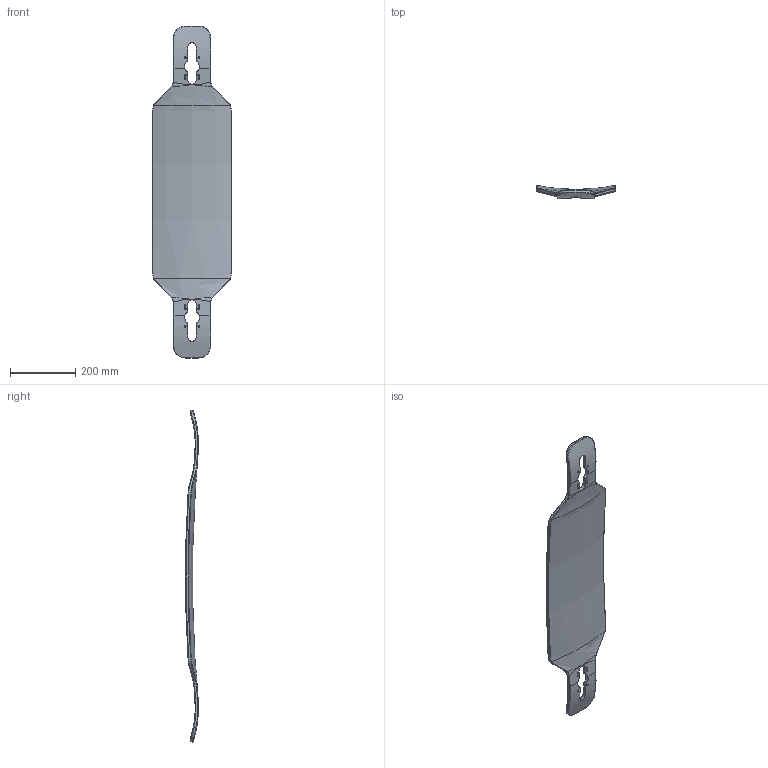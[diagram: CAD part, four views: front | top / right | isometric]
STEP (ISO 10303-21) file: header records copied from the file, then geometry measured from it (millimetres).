
FILE_DESCRIPTION(/* description */ (''),/* implementation_level */ '2;1');
FILE_NAME(/* name */ 'honolua.stp',/* time_stamp */ '2026-02-20T22:08:09-08:00',/* author */ ('devan'),/* organization */ (''),/* preprocessor_version */ 'ST-DEVELOPER v20.1',/* originating_system */ 'Autodesk Inventor 2026',/* authorisation */ '');
FILE_SCHEMA (('AUTOMOTIVE_DESIGN { 1 0 10303 214 3 1 1 }'));
Length unit declared in the file: inch
Products named in the file (1): 36
Bounding box: 241.3 x 39.38 x 1016.45 mm (x, y, z)
Volume: 1829998.8 mm3; surface area: 395521.7 mm2
Topology: 1 solids, 1 shells, 162 faces, 432 edges, 260 vertices
Faces by surface type: bspline 60, cylinder 56, plane 24, torus 22
Full cylindrical faces by diameter (mm): 5 x12
Entity records: 7146 total; most frequent: CARTESIAN_POINT 3438, ORIENTED_EDGE 848, DIRECTION 638, EDGE_CURVE 424, AXIS2_PLACEMENT_3D 269, VERTEX_POINT 260, EDGE_LOOP 186, CIRCLE 166
